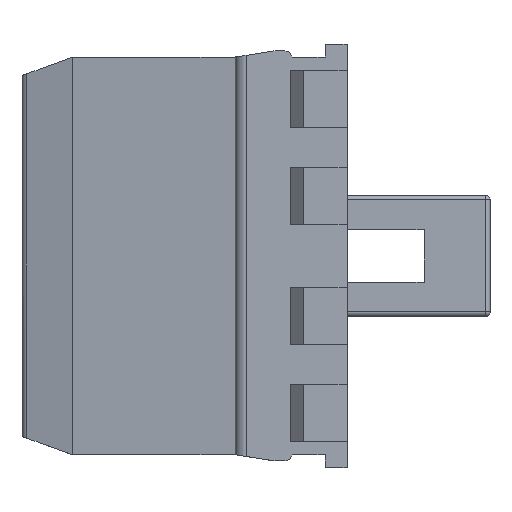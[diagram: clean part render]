
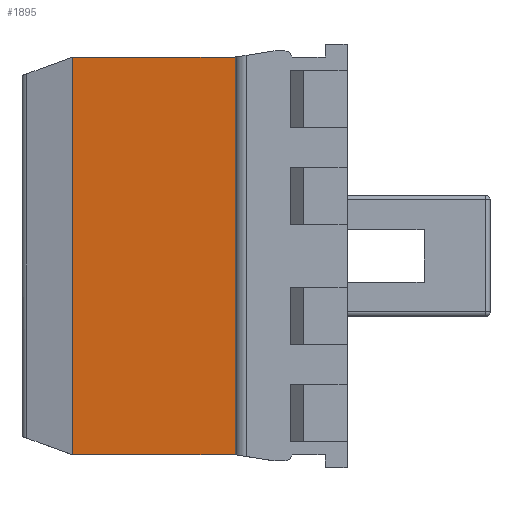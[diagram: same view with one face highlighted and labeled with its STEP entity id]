
A CAD part, top view. The second image highlights one B-rep face of the part: STEP entity #1895.
In plain terms, the highlighted planar face has unit normal (-0.114, 0, 0.994).
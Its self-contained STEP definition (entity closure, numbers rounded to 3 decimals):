
#19=DIRECTION('',(0.993,0.,0.114));
#20=VECTOR('',#19,7.449);
#21=CARTESIAN_POINT('',(-12.5,-9.05,0.85));
#22=LINE('',#21,#20);
#249=DIRECTION('',(0.,1.,0.));
#250=VECTOR('',#249,18.1);
#251=CARTESIAN_POINT('',(-5.1,-9.05,1.7));
#252=LINE('',#251,#250);
#340=DIRECTION('',(0.993,0.,0.114));
#341=VECTOR('',#340,7.449);
#342=CARTESIAN_POINT('',(-12.5,9.05,0.85));
#343=LINE('',#342,#341);
#376=DIRECTION('',(0.,1.,0.));
#377=VECTOR('',#376,18.1);
#378=CARTESIAN_POINT('',(-12.5,-9.05,0.85));
#379=LINE('',#378,#377);
#1148=CARTESIAN_POINT('',(-5.1,-9.05,1.7));
#1149=CARTESIAN_POINT('',(-5.1,9.05,1.7));
#1150=VERTEX_POINT('',#1148);
#1151=VERTEX_POINT('',#1149);
#1153=CARTESIAN_POINT('',(-12.5,-9.05,0.85));
#1155=VERTEX_POINT('',#1153);
#1157=CARTESIAN_POINT('',(-12.5,9.05,0.85));
#1159=VERTEX_POINT('',#1157);
#1883=CARTESIAN_POINT('',(-12.5,-9.05,0.85));
#1884=DIRECTION('',(-0.114,0.,0.993));
#1885=DIRECTION('',(0.993,0.,0.114));
#1886=AXIS2_PLACEMENT_3D('',#1883,#1884,#1885);
#1887=PLANE('',#1886);
#1888=ORIENTED_EDGE('',*,*,#1503,.F.);
#1890=ORIENTED_EDGE('',*,*,#1889,.T.);
#1891=ORIENTED_EDGE('',*,*,#1820,.T.);
#1892=ORIENTED_EDGE('',*,*,#1711,.F.);
#1893=EDGE_LOOP('',(#1888,#1890,#1891,#1892));
#1894=FACE_OUTER_BOUND('',#1893,.F.);
#1895=ADVANCED_FACE('',(#1894),#1887,.T.);
#1503=EDGE_CURVE('',#1155,#1150,#22,.T.);
#1711=EDGE_CURVE('',#1150,#1151,#252,.T.);
#1820=EDGE_CURVE('',#1159,#1151,#343,.T.);
#1889=EDGE_CURVE('',#1155,#1159,#379,.T.);
